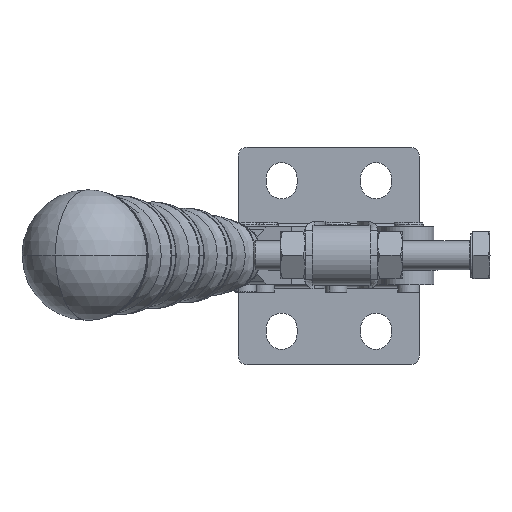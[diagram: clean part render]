
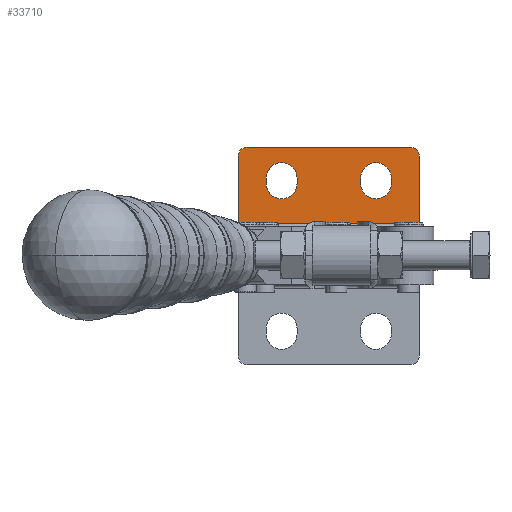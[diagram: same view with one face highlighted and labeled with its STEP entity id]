
A CAD part, top view. The second image highlights one B-rep face of the part: STEP entity #33710.
In plain terms, the highlighted free-form (B-spline) face has degree [1, 1] with [2, 2] control points.
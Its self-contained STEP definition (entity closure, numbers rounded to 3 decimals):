
#2577=CARTESIAN_POINT('',(42.106,55.233,-30.473));
#2578=VERTEX_POINT('',#2577);
#2594=CARTESIAN_POINT('',(40.338,55.965,-30.473));
#2595=VERTEX_POINT('',#2594);
#2602=CARTESIAN_POINT('',(40.338,53.465,-30.473));
#2603=DIRECTION('',(0.,0.,1.));
#2604=DIRECTION('',(0.707,0.707,0.));
#2605=AXIS2_PLACEMENT_3D('',#2602,#2603,#2604);
#2606=CIRCLE('',#2605,2.5);
#2607=EDGE_CURVE('',#2578,#2595,#2606,.T.);
#2640=CARTESIAN_POINT('',(-6.429,55.233,-30.473));
#2641=VERTEX_POINT('',#2640);
#2657=CARTESIAN_POINT('',(-7.162,53.465,-30.473));
#2658=VERTEX_POINT('',#2657);
#2665=CARTESIAN_POINT('',(-4.662,53.465,-30.473));
#2666=DIRECTION('',(0.,0.,1.));
#2667=DIRECTION('',(-0.707,0.707,0.));
#2668=AXIS2_PLACEMENT_3D('',#2665,#2666,#2667);
#2669=CIRCLE('',#2668,2.5);
#2670=EDGE_CURVE('',#2641,#2658,#2669,.T.);
#2701=CARTESIAN_POINT('',(4.838,41.715,-30.473));
#2702=VERTEX_POINT('',#2701);
#2711=CARTESIAN_POINT('',(9.088,45.965,-30.473));
#2712=VERTEX_POINT('',#2711);
#2713=CARTESIAN_POINT('',(4.838,45.965,-30.473));
#2714=DIRECTION('',(0.0,0.0,1.0));
#2715=DIRECTION('',(0.0,1.0,0.0));
#2716=AXIS2_PLACEMENT_3D('',#2713,#2714,#2715);
#2717=CIRCLE('',#2716,4.25);
#2718=EDGE_CURVE('',#2702,#2712,#2717,.T.);
#2764=CARTESIAN_POINT('',(4.838,51.715,-30.473));
#2765=VERTEX_POINT('',#2764);
#2774=CARTESIAN_POINT('',(0.588,47.465,-30.473));
#2775=VERTEX_POINT('',#2774);
#2776=CARTESIAN_POINT('',(4.838,47.465,-30.473));
#2777=DIRECTION('',(0.0,0.0,1.0));
#2778=DIRECTION('',(0.0,-1.0,0.0));
#2779=AXIS2_PLACEMENT_3D('',#2776,#2777,#2778);
#2780=CIRCLE('',#2779,4.25);
#2781=EDGE_CURVE('',#2765,#2775,#2780,.T.);
#2827=CARTESIAN_POINT('',(30.838,41.715,-30.473));
#2828=VERTEX_POINT('',#2827);
#2837=CARTESIAN_POINT('',(35.088,45.965,-30.473));
#2838=VERTEX_POINT('',#2837);
#2839=CARTESIAN_POINT('',(30.838,45.965,-30.473));
#2840=DIRECTION('',(0.0,0.0,1.0));
#2841=DIRECTION('',(0.0,1.0,0.0));
#2842=AXIS2_PLACEMENT_3D('',#2839,#2840,#2841);
#2843=CIRCLE('',#2842,4.25);
#2844=EDGE_CURVE('',#2828,#2838,#2843,.T.);
#2890=CARTESIAN_POINT('',(30.838,51.715,-30.473));
#2891=VERTEX_POINT('',#2890);
#2900=CARTESIAN_POINT('',(26.588,47.465,-30.473));
#2901=VERTEX_POINT('',#2900);
#2902=CARTESIAN_POINT('',(30.838,47.465,-30.473));
#2903=DIRECTION('',(0.0,0.0,1.0));
#2904=DIRECTION('',(0.0,-1.0,0.0));
#2905=AXIS2_PLACEMENT_3D('',#2902,#2903,#2904);
#2906=CIRCLE('',#2905,4.25);
#2907=EDGE_CURVE('',#2891,#2901,#2906,.T.);
#33446=CARTESIAN_POINT('',(-7.162,34.965,-30.473));
#33447=VERTEX_POINT('',#33446);
#33463=CARTESIAN_POINT('',(42.838,34.965,-30.473));
#33464=VERTEX_POINT('',#33463);
#33472=CARTESIAN_POINT('',(42.838,34.965,-30.473));
#33473=DIRECTION('',(-1.0,0.0,0.0));
#33474=VECTOR('',#33473,50.);
#33475=LINE('',#33472,#33474);
#33476=EDGE_CURVE('',#33464,#33447,#33475,.T.);
#33596=CARTESIAN_POINT('',(-7.162,34.965,-30.473));
#33597=CARTESIAN_POINT('',(42.838,34.965,-30.473));
#33598=CARTESIAN_POINT('',(-7.162,55.965,-30.473));
#33599=CARTESIAN_POINT('',(42.838,55.965,-30.473));
#33600=B_SPLINE_SURFACE_WITH_KNOTS('',1,1,((#33596,#33598),(#33597,#33599)),.UNSPECIFIED.,.F.,.F.,.U.,(2,2),(2,2),(0.0,50.),(0.0,20.999),.UNSPECIFIED.);
#33601=ORIENTED_EDGE('',*,*,#33476,.F.);
#33602=CARTESIAN_POINT('',(42.838,53.465,-30.473));
#33603=VERTEX_POINT('',#33602);
#33604=CARTESIAN_POINT('',(42.838,34.965,-30.473));
#33605=DIRECTION('',(0.0,1.0,0.0));
#33606=VECTOR('',#33605,18.499);
#33607=LINE('',#33604,#33606);
#33608=EDGE_CURVE('',#33464,#33603,#33607,.T.);
#33609=ORIENTED_EDGE('',*,*,#33608,.T.);
#33610=CARTESIAN_POINT('',(40.338,53.465,-30.473));
#33611=DIRECTION('',(0.,0.,1.));
#33612=DIRECTION('',(0.707,0.707,0.));
#33613=AXIS2_PLACEMENT_3D('',#33610,#33611,#33612);
#33614=CIRCLE('',#33613,2.5);
#33615=EDGE_CURVE('',#33603,#2578,#33614,.T.);
#33616=ORIENTED_EDGE('',*,*,#33615,.T.);
#33617=ORIENTED_EDGE('',*,*,#2607,.T.);
#33618=CARTESIAN_POINT('',(-4.662,55.965,-30.473));
#33619=VERTEX_POINT('',#33618);
#33620=CARTESIAN_POINT('',(40.338,55.965,-30.473));
#33621=DIRECTION('',(-1.0,0.0,0.0));
#33622=VECTOR('',#33621,45.);
#33623=LINE('',#33620,#33622);
#33624=EDGE_CURVE('',#2595,#33619,#33623,.T.);
#33625=ORIENTED_EDGE('',*,*,#33624,.T.);
#33626=CARTESIAN_POINT('',(-4.662,53.465,-30.473));
#33627=DIRECTION('',(0.,0.,1.));
#33628=DIRECTION('',(-0.707,0.707,0.));
#33629=AXIS2_PLACEMENT_3D('',#33626,#33627,#33628);
#33630=CIRCLE('',#33629,2.5);
#33631=EDGE_CURVE('',#33619,#2641,#33630,.T.);
#33632=ORIENTED_EDGE('',*,*,#33631,.T.);
#33633=ORIENTED_EDGE('',*,*,#2670,.T.);
#33634=CARTESIAN_POINT('',(-7.162,53.465,-30.473));
#33635=DIRECTION('',(0.0,-1.0,0.0));
#33636=VECTOR('',#33635,18.499);
#33637=LINE('',#33634,#33636);
#33638=EDGE_CURVE('',#2658,#33447,#33637,.T.);
#33639=ORIENTED_EDGE('',*,*,#33638,.T.);
#33640=EDGE_LOOP('',(#33601,#33609,#33616,#33617,#33625,#33632,#33633,#33639));
#33641=FACE_OUTER_BOUND('',#33640,.T.);
#33642=CARTESIAN_POINT('',(0.588,45.965,-30.473));
#33643=VERTEX_POINT('',#33642);
#33644=CARTESIAN_POINT('',(0.588,47.465,-30.473));
#33645=DIRECTION('',(0.0,-1.0,0.0));
#33646=VECTOR('',#33645,1.5);
#33647=LINE('',#33644,#33646);
#33648=EDGE_CURVE('',#2775,#33643,#33647,.T.);
#33649=ORIENTED_EDGE('',*,*,#33648,.F.);
#33650=ORIENTED_EDGE('',*,*,#2781,.F.);
#33651=CARTESIAN_POINT('',(9.088,47.465,-30.473));
#33652=VERTEX_POINT('',#33651);
#33653=CARTESIAN_POINT('',(4.838,47.465,-30.473));
#33654=DIRECTION('',(0.0,0.0,1.0));
#33655=DIRECTION('',(0.0,-1.0,0.0));
#33656=AXIS2_PLACEMENT_3D('',#33653,#33654,#33655);
#33657=CIRCLE('',#33656,4.25);
#33658=EDGE_CURVE('',#33652,#2765,#33657,.T.);
#33659=ORIENTED_EDGE('',*,*,#33658,.F.);
#33660=CARTESIAN_POINT('',(9.088,45.965,-30.473));
#33661=DIRECTION('',(0.0,1.0,0.0));
#33662=VECTOR('',#33661,1.5);
#33663=LINE('',#33660,#33662);
#33664=EDGE_CURVE('',#2712,#33652,#33663,.T.);
#33665=ORIENTED_EDGE('',*,*,#33664,.F.);
#33666=ORIENTED_EDGE('',*,*,#2718,.F.);
#33667=CARTESIAN_POINT('',(4.838,45.965,-30.473));
#33668=DIRECTION('',(0.0,0.0,1.0));
#33669=DIRECTION('',(0.0,1.0,0.0));
#33670=AXIS2_PLACEMENT_3D('',#33667,#33668,#33669);
#33671=CIRCLE('',#33670,4.25);
#33672=EDGE_CURVE('',#33643,#2702,#33671,.T.);
#33673=ORIENTED_EDGE('',*,*,#33672,.F.);
#33674=EDGE_LOOP('',(#33649,#33650,#33659,#33665,#33666,#33673));
#33675=FACE_BOUND('',#33674,.T.);
#33676=CARTESIAN_POINT('',(26.588,45.965,-30.473));
#33677=VERTEX_POINT('',#33676);
#33678=CARTESIAN_POINT('',(26.588,47.465,-30.473));
#33679=DIRECTION('',(0.0,-1.0,0.0));
#33680=VECTOR('',#33679,1.5);
#33681=LINE('',#33678,#33680);
#33682=EDGE_CURVE('',#2901,#33677,#33681,.T.);
#33683=ORIENTED_EDGE('',*,*,#33682,.F.);
#33684=ORIENTED_EDGE('',*,*,#2907,.F.);
#33685=CARTESIAN_POINT('',(35.088,47.465,-30.473));
#33686=VERTEX_POINT('',#33685);
#33687=CARTESIAN_POINT('',(30.838,47.465,-30.473));
#33688=DIRECTION('',(0.0,0.0,1.0));
#33689=DIRECTION('',(0.0,-1.0,0.0));
#33690=AXIS2_PLACEMENT_3D('',#33687,#33688,#33689);
#33691=CIRCLE('',#33690,4.25);
#33692=EDGE_CURVE('',#33686,#2891,#33691,.T.);
#33693=ORIENTED_EDGE('',*,*,#33692,.F.);
#33694=CARTESIAN_POINT('',(35.088,45.965,-30.473));
#33695=DIRECTION('',(0.0,1.0,0.0));
#33696=VECTOR('',#33695,1.5);
#33697=LINE('',#33694,#33696);
#33698=EDGE_CURVE('',#2838,#33686,#33697,.T.);
#33699=ORIENTED_EDGE('',*,*,#33698,.F.);
#33700=ORIENTED_EDGE('',*,*,#2844,.F.);
#33701=CARTESIAN_POINT('',(30.838,45.965,-30.473));
#33702=DIRECTION('',(0.0,0.0,1.0));
#33703=DIRECTION('',(0.0,1.0,0.0));
#33704=AXIS2_PLACEMENT_3D('',#33701,#33702,#33703);
#33705=CIRCLE('',#33704,4.25);
#33706=EDGE_CURVE('',#33677,#2828,#33705,.T.);
#33707=ORIENTED_EDGE('',*,*,#33706,.F.);
#33708=EDGE_LOOP('',(#33683,#33684,#33693,#33699,#33700,#33707));
#33709=FACE_BOUND('',#33708,.T.);
#33710=ADVANCED_FACE('',(#33641,#33675,#33709),#33600,.T.);
